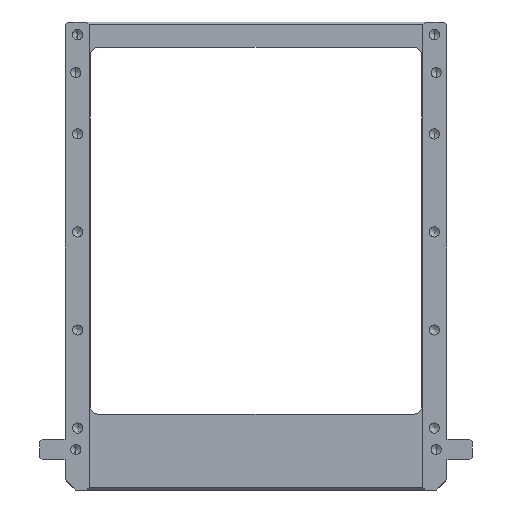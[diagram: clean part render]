
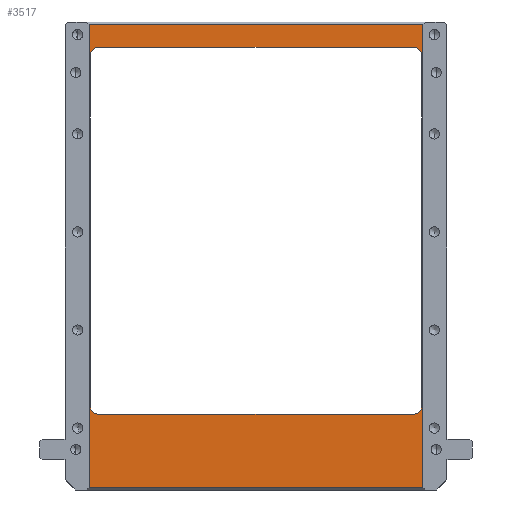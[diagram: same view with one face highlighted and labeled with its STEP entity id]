
A CAD part, front view. The second image highlights one B-rep face of the part: STEP entity #3517.
In plain terms, the highlighted planar face has unit normal (0, -1, 0).
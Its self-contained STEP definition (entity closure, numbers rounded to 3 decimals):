
#2 = PLANE ( 'NONE',  #1997 ) ;
#48 = ORIENTED_EDGE ( 'NONE', *, *, #1903, .T. ) ;
#77 = VECTOR ( 'NONE', #3080, 1000. ) ;
#140 = VECTOR ( 'NONE', #1193, 1000. ) ;
#143 = CARTESIAN_POINT ( 'NONE',  ( -16.39, 0.75, 36.642 ) ) ;
#321 = VECTOR ( 'NONE', #3970, 1000. ) ;
#324 = CARTESIAN_POINT ( 'NONE',  ( -16.89, 0.75, 4.642 ) ) ;
#360 = CARTESIAN_POINT ( 'NONE',  ( -16.89, 0.75, 187.642 ) ) ;
#391 = VECTOR ( 'NONE', #4210, 1000. ) ;
#451 = VERTEX_POINT ( 'NONE', #4593 ) ;
#458 = CARTESIAN_POINT ( 'NONE',  ( 111.61, 0.75, 36.642 ) ) ;
#477 = AXIS2_PLACEMENT_3D ( 'NONE', #2434, #4715, #3941 ) ;
#489 = VECTOR ( 'NONE', #807, 1000. ) ;
#503 = EDGE_CURVE ( 'NONE', #4092, #579, #2353, .T. ) ;
#579 = VERTEX_POINT ( 'NONE', #1314 ) ;
#603 = CARTESIAN_POINT ( 'NONE',  ( 114.61, 0.75, 175.642 ) ) ;
#728 = LINE ( 'NONE', #2692, #489 ) ;
#742 = VERTEX_POINT ( 'NONE', #2631 ) ;
#752 = FACE_BOUND ( 'NONE', #3552, .T. ) ;
#790 = CARTESIAN_POINT ( 'NONE',  ( 115.11, 0.75, 4.642 ) ) ;
#807 = DIRECTION ( 'NONE',  ( -1., 0., 0. ) ) ;
#822 = EDGE_LOOP ( 'NONE', ( #3221, #2463, #2359, #1509 ) ) ;
#902 = DIRECTION ( 'NONE',  ( 0., 0., 1. ) ) ;
#905 = ORIENTED_EDGE ( 'NONE', *, *, #3085, .T. ) ;
#1128 = AXIS2_PLACEMENT_3D ( 'NONE', #1949, #3083, #4600 ) ;
#1178 = CARTESIAN_POINT ( 'NONE',  ( 111.61, 0.75, 33.642 ) ) ;
#1193 = DIRECTION ( 'NONE',  ( 0., 0., -1. ) ) ;
#1195 = EDGE_CURVE ( 'NONE', #742, #4002, #2653, .T. ) ;
#1263 = LINE ( 'NONE', #3937, #1598 ) ;
#1313 = VERTEX_POINT ( 'NONE', #3695 ) ;
#1314 = CARTESIAN_POINT ( 'NONE',  ( 114.61, 0.75, 36.642 ) ) ;
#1340 = VERTEX_POINT ( 'NONE', #324 ) ;
#1429 = EDGE_CURVE ( 'NONE', #742, #451, #3500, .T. ) ;
#1433 = VERTEX_POINT ( 'NONE', #4621 ) ;
#1509 = ORIENTED_EDGE ( 'NONE', *, *, #2853, .T. ) ;
#1555 = EDGE_CURVE ( 'NONE', #3855, #4092, #1740, .T. ) ;
#1598 = VECTOR ( 'NONE', #2779, 1000. ) ;
#1675 = DIRECTION ( 'NONE',  ( 0., 0., -1. ) ) ;
#1705 = ORIENTED_EDGE ( 'NONE', *, *, #4471, .T. ) ;
#1740 = CIRCLE ( 'NONE', #477, 3. ) ;
#1772 = ORIENTED_EDGE ( 'NONE', *, *, #1555, .T. ) ;
#1903 = EDGE_CURVE ( 'NONE', #4784, #1433, #4325, .T. ) ;
#1910 = VECTOR ( 'NONE', #902, 1000. ) ;
#1949 = CARTESIAN_POINT ( 'NONE',  ( -13.39, 0.75, 175.642 ) ) ;
#1967 = ORIENTED_EDGE ( 'NONE', *, *, #4575, .T. ) ;
#1972 = DIRECTION ( 'NONE',  ( 0., 1., 0. ) ) ;
#1997 = AXIS2_PLACEMENT_3D ( 'NONE', #2666, #2291, #2355 ) ;
#2002 = CARTESIAN_POINT ( 'NONE',  ( -16.89, 0.75, 187.642 ) ) ;
#2025 = ORIENTED_EDGE ( 'NONE', *, *, #503, .T. ) ;
#2033 = EDGE_CURVE ( 'NONE', #3632, #3855, #4373, .T. ) ;
#2089 = CARTESIAN_POINT ( 'NONE',  ( -13.39, 0.75, 36.642 ) ) ;
#2291 = DIRECTION ( 'NONE',  ( 0., -1., 0. ) ) ;
#2305 = CARTESIAN_POINT ( 'NONE',  ( 111.61, 0.75, 178.642 ) ) ;
#2314 = EDGE_CURVE ( 'NONE', #1340, #4002, #1263, .T. ) ;
#2353 = LINE ( 'NONE', #3125, #140 ) ;
#2355 = DIRECTION ( 'NONE',  ( 0., 0., -1. ) ) ;
#2359 = ORIENTED_EDGE ( 'NONE', *, *, #2314, .F. ) ;
#2434 = CARTESIAN_POINT ( 'NONE',  ( 111.61, 0.75, 175.642 ) ) ;
#2463 = ORIENTED_EDGE ( 'NONE', *, *, #1195, .T. ) ;
#2566 = ORIENTED_EDGE ( 'NONE', *, *, #2033, .T. ) ;
#2631 = CARTESIAN_POINT ( 'NONE',  ( 115.11, 0.75, 187.642 ) ) ;
#2653 = LINE ( 'NONE', #360, #391 ) ;
#2666 = CARTESIAN_POINT ( 'NONE',  ( 0., 0.75, 0. ) ) ;
#2692 = CARTESIAN_POINT ( 'NONE',  ( -16.39, 0.75, 33.642 ) ) ;
#2703 = DIRECTION ( 'NONE',  ( 1., 0., 0. ) ) ;
#2779 = DIRECTION ( 'NONE',  ( 0., 0., 1. ) ) ;
#2809 = AXIS2_PLACEMENT_3D ( 'NONE', #458, #1972, #1675 ) ;
#2853 = EDGE_CURVE ( 'NONE', #1340, #451, #3909, .T. ) ;
#2883 = CARTESIAN_POINT ( 'NONE',  ( -16.39, 0.75, 178.642 ) ) ;
#2996 = EDGE_CURVE ( 'NONE', #3075, #1313, #728, .T. ) ;
#3075 = VERTEX_POINT ( 'NONE', #1178 ) ;
#3080 = DIRECTION ( 'NONE',  ( 0., 0., -1. ) ) ;
#3083 = DIRECTION ( 'NONE',  ( 0., 1., 0. ) ) ;
#3085 = EDGE_CURVE ( 'NONE', #1433, #3632, #3259, .T. ) ;
#3125 = CARTESIAN_POINT ( 'NONE',  ( 114.61, 0.75, 178.642 ) ) ;
#3192 = DIRECTION ( 'NONE',  ( 0., 1., 0. ) ) ;
#3221 = ORIENTED_EDGE ( 'NONE', *, *, #1429, .F. ) ;
#3259 = CIRCLE ( 'NONE', #1128, 3. ) ;
#3378 = FACE_OUTER_BOUND ( 'NONE', #822, .T. ) ;
#3500 = LINE ( 'NONE', #4551, #77 ) ;
#3514 = CIRCLE ( 'NONE', #2809, 3. ) ;
#3517 = ADVANCED_FACE ( 'NONE', ( #3378, #752 ), #2, .T. ) ;
#3524 = CARTESIAN_POINT ( 'NONE',  ( -13.39, 0.75, 178.642 ) ) ;
#3552 = EDGE_LOOP ( 'NONE', ( #4328, #1967, #48, #905, #2566, #1772, #2025, #1705 ) ) ;
#3632 = VERTEX_POINT ( 'NONE', #3524 ) ;
#3695 = CARTESIAN_POINT ( 'NONE',  ( -13.39, 0.75, 33.642 ) ) ;
#3855 = VERTEX_POINT ( 'NONE', #2305 ) ;
#3872 = CARTESIAN_POINT ( 'NONE',  ( -16.39, 0.75, 178.642 ) ) ;
#3909 = LINE ( 'NONE', #790, #4137 ) ;
#3937 = CARTESIAN_POINT ( 'NONE',  ( -16.89, 0.75, 188.642 ) ) ;
#3941 = DIRECTION ( 'NONE',  ( 0., 0., -1. ) ) ;
#3970 = DIRECTION ( 'NONE',  ( 1., 0., 0. ) ) ;
#4002 = VERTEX_POINT ( 'NONE', #2002 ) ;
#4092 = VERTEX_POINT ( 'NONE', #603 ) ;
#4137 = VECTOR ( 'NONE', #2703, 1000. ) ;
#4155 = AXIS2_PLACEMENT_3D ( 'NONE', #2089, #3192, #4700 ) ;
#4210 = DIRECTION ( 'NONE',  ( -1., 0., 0. ) ) ;
#4313 = CIRCLE ( 'NONE', #4155, 3. ) ;
#4325 = LINE ( 'NONE', #3872, #1910 ) ;
#4328 = ORIENTED_EDGE ( 'NONE', *, *, #2996, .T. ) ;
#4373 = LINE ( 'NONE', #2883, #321 ) ;
#4471 = EDGE_CURVE ( 'NONE', #579, #3075, #3514, .T. ) ;
#4551 = CARTESIAN_POINT ( 'NONE',  ( 115.11, 0.75, 188.642 ) ) ;
#4575 = EDGE_CURVE ( 'NONE', #1313, #4784, #4313, .T. ) ;
#4593 = CARTESIAN_POINT ( 'NONE',  ( 115.11, 0.75, 4.642 ) ) ;
#4600 = DIRECTION ( 'NONE',  ( 0., 0., -1. ) ) ;
#4621 = CARTESIAN_POINT ( 'NONE',  ( -16.39, 0.75, 175.642 ) ) ;
#4700 = DIRECTION ( 'NONE',  ( 0., 0., -1. ) ) ;
#4715 = DIRECTION ( 'NONE',  ( 0., 1., 0. ) ) ;
#4784 = VERTEX_POINT ( 'NONE', #143 ) ;
